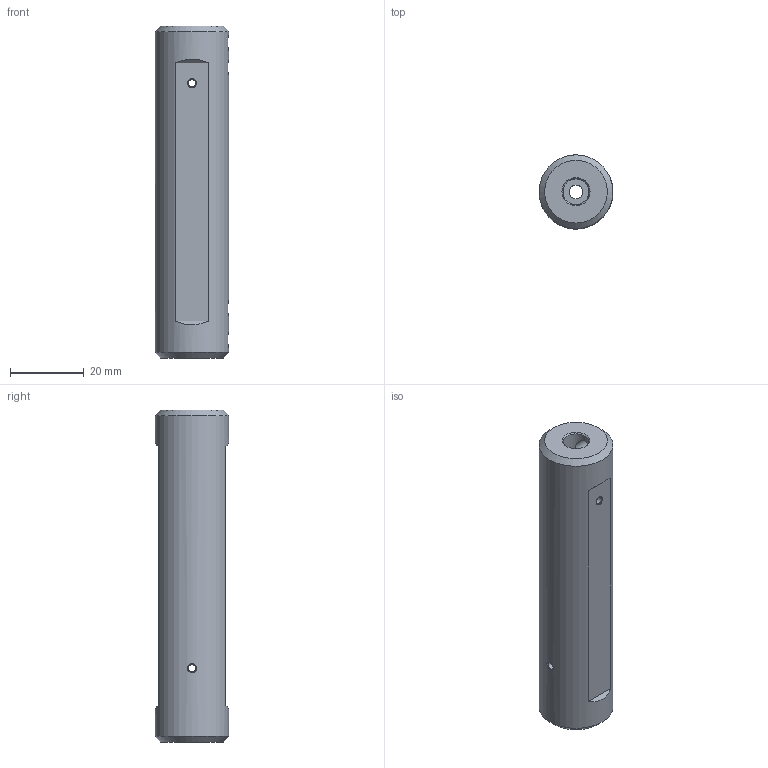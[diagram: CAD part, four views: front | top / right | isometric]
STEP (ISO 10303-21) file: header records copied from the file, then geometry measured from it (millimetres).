
FILE_DESCRIPTION (( 'STEP AP203' ), '1' );
FILE_NAME ('687.0020-D.step', '2023-11-10T06:10:19', ( '' ), ( '' ), 'SwSTEP 2.0', 'SolidWorks 2022', '' );
FILE_SCHEMA (( 'CONFIG_CONTROL_DESIGN' ));
Length unit declared in the file: millimetre
Products named in the file (1): 687.0020-D
Bounding box: 20 x 20 x 90 mm (x, y, z)
Volume: 24192.5 mm3; surface area: 8071.9 mm2
Topology: 1 solids, 1 shells, 30 faces, 83 edges, 51 vertices
Faces by surface type: cylinder 12, plane 10, cone 6, bspline 2
Full cylindrical faces by diameter (mm): 2 x4, 3.7 x1, 5 x4, 7 x1, 8 x1, 20 x1
Entity records: 1570 total; most frequent: CARTESIAN_POINT 922, DIRECTION 98, ORIENTED_EDGE 88, EDGE_LOOP 72, AXIS2_PLACEMENT_3D 45, EDGE_CURVE 44, FACE_OUTER_BOUND 44, VERTEX_POINT 40
